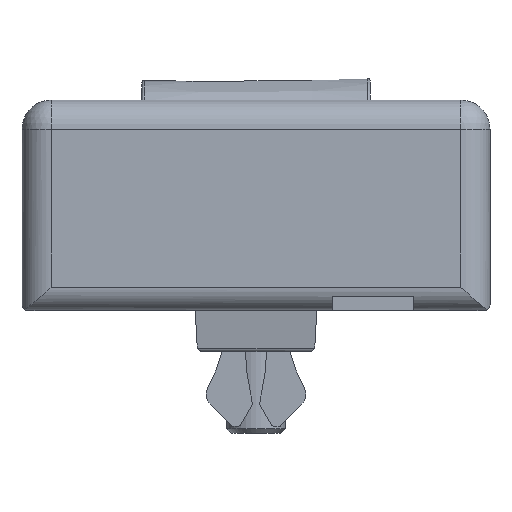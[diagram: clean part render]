
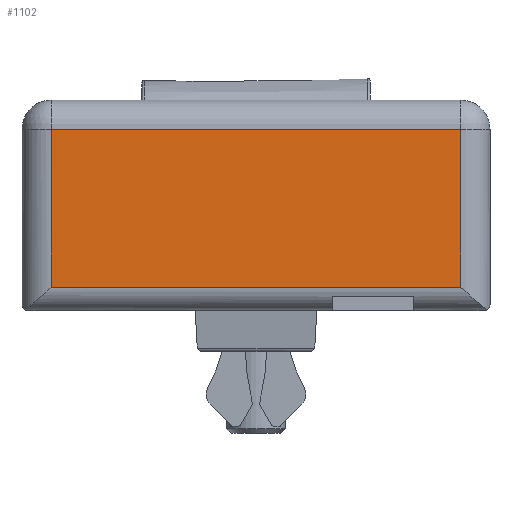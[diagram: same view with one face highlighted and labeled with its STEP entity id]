
A CAD part, left-side view. The second image highlights one B-rep face of the part: STEP entity #1102.
In plain terms, the highlighted face is planar.
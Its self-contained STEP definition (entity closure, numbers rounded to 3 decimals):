
#1102=ADVANCED_FACE('',(#2188),#2189,.F.);
#2188=FACE_OUTER_BOUND('',#3331,.T.);
#2189=PLANE('',#3332);
#3331=EDGE_LOOP('',(#7656,#7657,#7658,#7659));
#3332=AXIS2_PLACEMENT_3D('',#7660,#7661,#7662);
#7656=ORIENTED_EDGE('',*,*,#9322,.T.);
#7657=ORIENTED_EDGE('',*,*,#9352,.F.);
#7658=ORIENTED_EDGE('',*,*,#9538,.T.);
#7659=ORIENTED_EDGE('',*,*,#9313,.T.);
#7660=CARTESIAN_POINT('',(17.5,18.0,-40.0));
#7661=DIRECTION('',(0.0,0.0,1.0));
#7662=DIRECTION('',(1.0,0.0,0.0));
#9313=EDGE_CURVE('',#11627,#11625,#11628,.T.);
#9322=EDGE_CURVE('',#11625,#11643,#11645,.T.);
#9352=EDGE_CURVE('',#11698,#11643,#11700,.T.);
#9538=EDGE_CURVE('',#11698,#11627,#12017,.T.);
#11625=VERTEX_POINT('',#15540);
#11627=VERTEX_POINT('',#15560);
#11628=LINE('',#15561,#15562);
#11643=VERTEX_POINT('',#15587);
#11645=LINE('',#15608,#15609);
#11698=VERTEX_POINT('',#15759);
#11700=LINE('',#15761,#15762);
#12017=LINE('',#16214,#16215);
#15540=CARTESIAN_POINT('',(17.5,2.0,-40.0));
#15560=CARTESIAN_POINT('',(17.5,15.5,-40.0));
#15561=CARTESIAN_POINT('',(17.5,18.0,-40.0));
#15562=VECTOR('',#17987,1.0);
#15587=CARTESIAN_POINT('',(-17.5,2.0,-40.0));
#15608=CARTESIAN_POINT('',(22.0,2.0,-40.0));
#15609=VECTOR('',#18000,1.0);
#15759=CARTESIAN_POINT('',(-17.5,15.5,-40.0));
#15761=CARTESIAN_POINT('',(-17.5,18.0,-40.0));
#15762=VECTOR('',#18034,1.0);
#16214=CARTESIAN_POINT('',(17.5,15.5,-40.0));
#16215=VECTOR('',#18320,1.0);
#17987=DIRECTION('',(0.0,-1.0,0.0));
#18000=DIRECTION('',(-1.0,0.0,0.0));
#18034=DIRECTION('',(0.0,-1.0,0.0));
#18320=DIRECTION('',(1.0,0.0,0.0));
